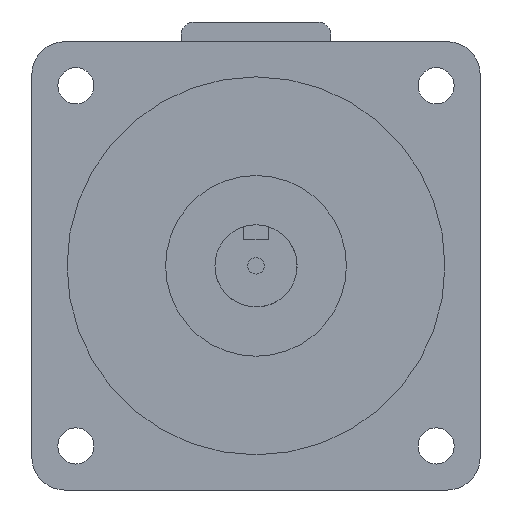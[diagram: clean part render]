
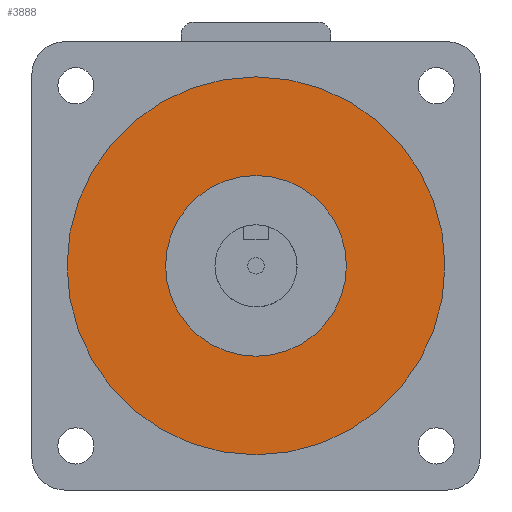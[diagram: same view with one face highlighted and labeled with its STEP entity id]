
A CAD part, front view. The second image highlights one B-rep face of the part: STEP entity #3888.
In plain terms, the highlighted planar face has unit normal (0, -1, 0).
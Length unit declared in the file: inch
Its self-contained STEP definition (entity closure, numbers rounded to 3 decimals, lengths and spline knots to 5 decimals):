
#23=FACE_BOUND('',#448,.T.);
#218=FACE_OUTER_BOUND('',#447,.T.);
#447=EDGE_LOOP('',(#2937));
#448=EDGE_LOOP('',(#2938));
#672=CIRCLE('',#4200,0.6875);
#674=CIRCLE('',#4204,1.4375);
#1708=VERTEX_POINT('',#6043);
#1710=VERTEX_POINT('',#6050);
#2156=EDGE_CURVE('',#1708,#1708,#672,.T.);
#2159=EDGE_CURVE('',#1710,#1710,#674,.T.);
#2937=ORIENTED_EDGE('',*,*,#2159,.T.);
#2938=ORIENTED_EDGE('',*,*,#2156,.T.);
#3719=PLANE('',#4205);
#3888=ADVANCED_FACE('',(#218,#23),#3719,.T.);
#4200=AXIS2_PLACEMENT_3D('',#6044,#4868,#4869);
#4204=AXIS2_PLACEMENT_3D('',#6051,#4877,#4878);
#4205=AXIS2_PLACEMENT_3D('',#6053,#4880,#4881);
#4868=DIRECTION('center_axis',(0.,1.,0.));
#4869=DIRECTION('ref_axis',(1.,0.,0.));
#4877=DIRECTION('center_axis',(0.,-1.,0.));
#4878=DIRECTION('ref_axis',(1.,0.,0.));
#4880=DIRECTION('center_axis',(0.,-1.,0.));
#4881=DIRECTION('ref_axis',(1.,0.,0.));
#6043=CARTESIAN_POINT('',(1.0175,-0.06,1.705));
#6044=CARTESIAN_POINT('Origin',(1.705,-0.06,1.705));
#6050=CARTESIAN_POINT('',(0.2675,-0.06,1.705));
#6051=CARTESIAN_POINT('Origin',(1.705,-0.06,1.705));
#6053=CARTESIAN_POINT('Origin',(1.705,-0.06,1.705));
